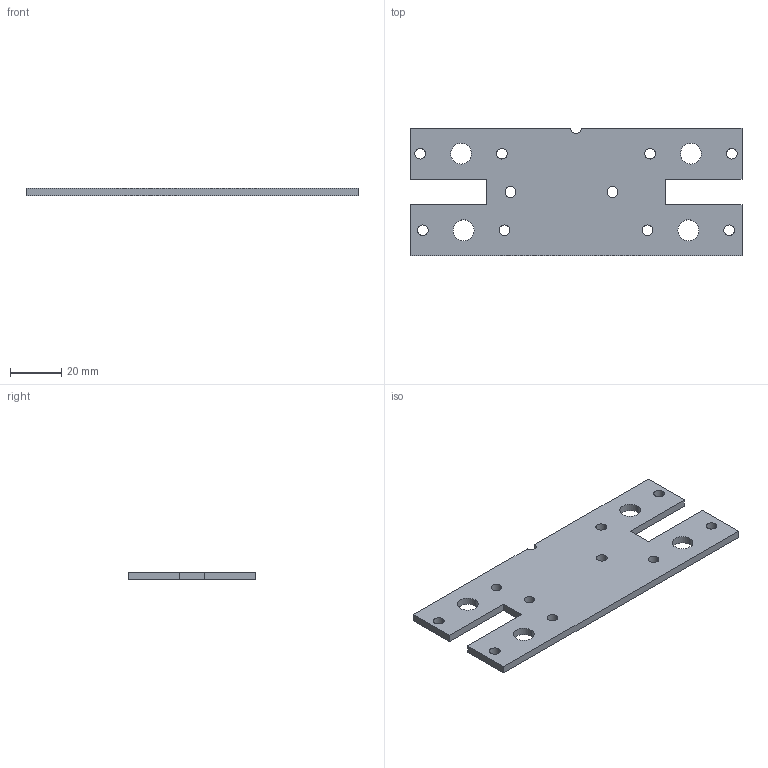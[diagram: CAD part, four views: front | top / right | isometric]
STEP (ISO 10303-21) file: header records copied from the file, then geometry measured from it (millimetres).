
FILE_DESCRIPTION (( 'STEP AP214' ), '1' );
FILE_NAME ('Plate_Z_bottom_V2.STEP', '2021-07-28T14:23:12', ( '' ), ( '' ), 'SwSTEP 2.0', 'SolidWorks 2019', '' );
FILE_SCHEMA (( 'AUTOMOTIVE_DESIGN' ));
Length unit declared in the file: millimetre
Products named in the file (1): Plate_Z_bottom_V2
Bounding box: 130 x 50 x 3 mm (x, y, z)
Volume: 16629.9 mm3; surface area: 13238.7 mm2
Topology: 1 solids, 1 shells, 44 faces, 126 edges, 84 vertices
Faces by surface type: cylinder 29, plane 15
Entity records: 1558 total; most frequent: DIRECTION 274, CARTESIAN_POINT 255, ORIENTED_EDGE 252, EDGE_CURVE 126, AXIS2_PLACEMENT_3D 103, VERTEX_POINT 84, EDGE_LOOP 72, VECTOR 68
